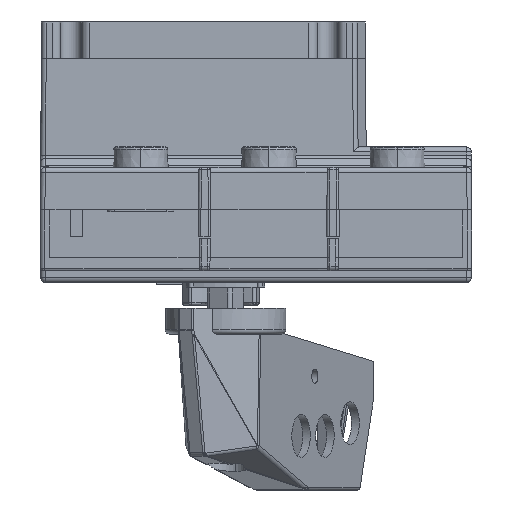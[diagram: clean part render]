
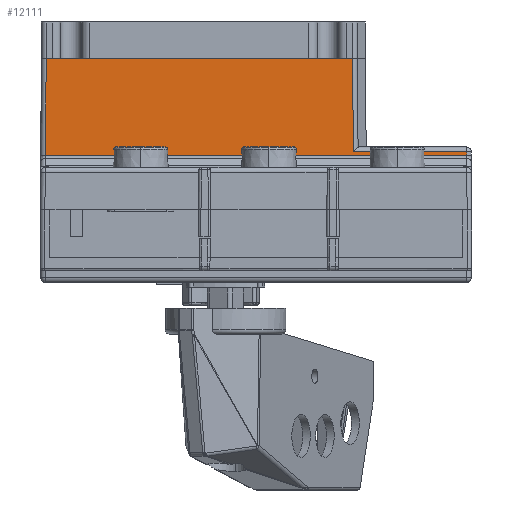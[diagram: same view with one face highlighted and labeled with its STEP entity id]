
A CAD part, left-side view. The second image highlights one B-rep face of the part: STEP entity #12111.
In plain terms, the highlighted planar face has unit normal (-1, 0, 0.009).
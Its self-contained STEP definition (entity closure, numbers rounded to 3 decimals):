
#1562=DIRECTION('',(0.,1.,0.));
#1563=VECTOR('',#1562,64.475);
#1564=CARTESIAN_POINT('',(-82.535,-27.438,
56.503));
#1565=LINE('',#1564,#1563);
#1766=CARTESIAN_POINT('',(-82.535,-27.438,
56.503));
#1772=DIRECTION('',(0.,1.,0.));
#1773=VECTOR('',#1772,23.835);
#1774=CARTESIAN_POINT('',(-82.706,-51.443,
36.912));
#1775=LINE('',#1774,#1773);
#1776=CARTESIAN_POINT('',(-82.706,-27.609,
36.912));
#1808=DIRECTION('',(0.009,0.009,1.));
#1809=VECTOR('',#1808,0.804);
#1810=CARTESIAN_POINT('',(-82.713,-51.451,
36.108));
#1811=LINE('',#1810,#1809);
#1985=DIRECTION('',(0.,-1.,0.));
#1986=VECTOR('',#1985,88.666);
#1987=CARTESIAN_POINT('',(-82.713,37.216,36.108));
#1988=LINE('',#1987,#1986);
#2003=DIRECTION('',(0.009,-0.009,1.));
#2004=VECTOR('',#2003,20.396);
#2005=CARTESIAN_POINT('',(-82.713,37.216,36.108));
#2006=LINE('',#2005,#2004);
#2007=DIRECTION('',(-0.009,-0.009,-1.));
#2008=VECTOR('',#2007,19.593);
#2009=CARTESIAN_POINT('',(-82.535,-27.438,
56.503));
#2010=LINE('',#2009,#2008);
#7606=VERTEX_POINT('',#1766);
#7607=CARTESIAN_POINT('',(-82.535,37.038,56.503));
#7608=VERTEX_POINT('',#7607);
#8856=VERTEX_POINT('',#1776);
#8857=CARTESIAN_POINT('',(-82.706,-51.443,
36.912));
#8858=VERTEX_POINT('',#8857);
#8859=CARTESIAN_POINT('',(-82.713,-51.451,
36.108));
#8860=VERTEX_POINT('',#8859);
#9037=CARTESIAN_POINT('',(-82.713,37.216,36.108));
#9038=VERTEX_POINT('',#9037);
#12097=CARTESIAN_POINT('',(-82.812,-46.,
24.703));
#12098=DIRECTION('',(-1.,0.,0.009));
#12099=DIRECTION('',(-0.009,0.,-1.));
#12100=AXIS2_PLACEMENT_3D('',#12097,#12098,#12099);
#12101=PLANE('',#12100);
#12103=ORIENTED_EDGE('',*,*,#12102,.T.);
#12104=ORIENTED_EDGE('',*,*,#11583,.F.);
#12105=ORIENTED_EDGE('',*,*,#11741,.T.);
#12106=ORIENTED_EDGE('',*,*,#11754,.F.);
#12107=ORIENTED_EDGE('',*,*,#11782,.F.);
#12108=ORIENTED_EDGE('',*,*,#12088,.F.);
#12109=EDGE_LOOP('',(#12103,#12104,#12105,#12106,#12107,#12108));
#12110=FACE_OUTER_BOUND('',#12109,.F.);
#12111=ADVANCED_FACE('',(#12110),#12101,.T.);
#11583=EDGE_CURVE('',#7606,#7608,#1565,.T.);
#11741=EDGE_CURVE('',#7606,#8856,#2010,.T.);
#11754=EDGE_CURVE('',#8858,#8856,#1775,.T.);
#11782=EDGE_CURVE('',#8860,#8858,#1811,.T.);
#12088=EDGE_CURVE('',#9038,#8860,#1988,.T.);
#12102=EDGE_CURVE('',#9038,#7608,#2006,.T.);
